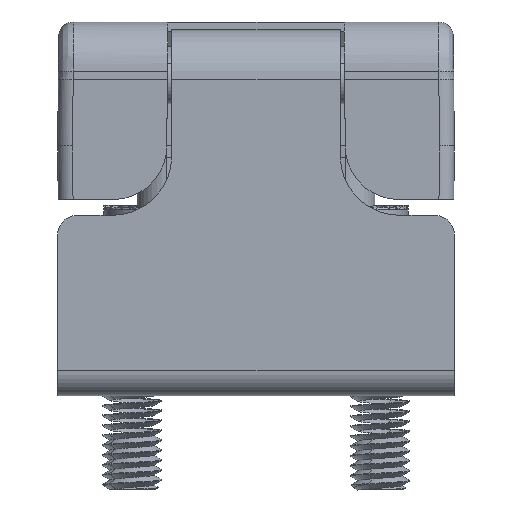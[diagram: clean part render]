
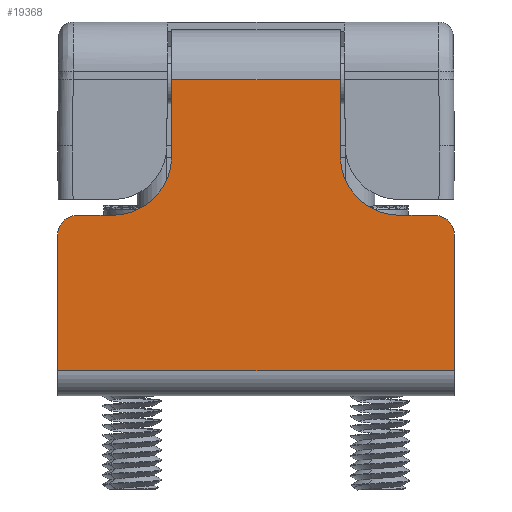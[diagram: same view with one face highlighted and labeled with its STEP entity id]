
A CAD part, left-side view. The second image highlights one B-rep face of the part: STEP entity #19368.
In plain terms, the highlighted planar face has unit normal (-1, 0, 0).
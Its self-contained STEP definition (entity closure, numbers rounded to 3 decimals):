
#142 = EDGE_CURVE ( 'NONE', #19522, #21336, #32711, .T. ) ;
#155 = LINE ( 'NONE', #37710, #7884 ) ;
#979 = VECTOR ( 'NONE', #1885, 1000. ) ;
#1475 = EDGE_CURVE ( 'NONE', #23682, #32055, #37322, .T. ) ;
#1499 = VERTEX_POINT ( 'NONE', #36952 ) ;
#1885 = DIRECTION ( 'NONE',  ( 0., 0., 1. ) ) ;
#2060 = CARTESIAN_POINT ( 'NONE',  ( 19.75, -20., -7. ) ) ;
#2362 = CARTESIAN_POINT ( 'NONE',  ( 19.75, 14.5, -7. ) ) ;
#2982 = DIRECTION ( 'NONE',  ( 1., 0., 0. ) ) ;
#3038 = ORIENTED_EDGE ( 'NONE', *, *, #1475, .F. ) ;
#3509 = EDGE_CURVE ( 'NONE', #1499, #36362, #29457, .T. ) ;
#3619 = VECTOR ( 'NONE', #18025, 1000. ) ;
#5106 = VERTEX_POINT ( 'NONE', #2362 ) ;
#5981 = CARTESIAN_POINT ( 'NONE',  ( 19.75, -8.5, -1. ) ) ;
#6216 = DIRECTION ( 'NONE',  ( 0., 0., -1. ) ) ;
#6799 = DIRECTION ( 'NONE',  ( 0., 1., 0. ) ) ;
#7035 = ORIENTED_EDGE ( 'NONE', *, *, #14968, .T. ) ;
#7226 = LINE ( 'NONE', #27433, #7711 ) ;
#7640 = DIRECTION ( 'NONE',  ( 1., 0., 0. ) ) ;
#7711 = VECTOR ( 'NONE', #24752, 1000. ) ;
#7802 = EDGE_CURVE ( 'NONE', #22687, #19522, #29843, .T. ) ;
#7884 = VECTOR ( 'NONE', #11785, 1000. ) ;
#8298 = ORIENTED_EDGE ( 'NONE', *, *, #3509, .T. ) ;
#8681 = ORIENTED_EDGE ( 'NONE', *, *, #8846, .T. ) ;
#8846 = EDGE_CURVE ( 'NONE', #22687, #32055, #30210, .T. ) ;
#8963 = EDGE_CURVE ( 'NONE', #32941, #1499, #16557, .T. ) ;
#9470 = ORIENTED_EDGE ( 'NONE', *, *, #16865, .T. ) ;
#10332 = CARTESIAN_POINT ( 'NONE',  ( 19.75, 14.5, -1. ) ) ;
#10924 = ORIENTED_EDGE ( 'NONE', *, *, #13358, .F. ) ;
#10980 = CARTESIAN_POINT ( 'NONE',  ( 19.75, -18., -7. ) ) ;
#11785 = DIRECTION ( 'NONE',  ( 0., 0., 1. ) ) ;
#11930 = CARTESIAN_POINT ( 'NONE',  ( 19.75, -14.5, -1. ) ) ;
#12479 = DIRECTION ( 'NONE',  ( 1., 0., 0. ) ) ;
#13038 = VECTOR ( 'NONE', #6799, 1000. ) ;
#13358 = EDGE_CURVE ( 'NONE', #17307, #5106, #7226, .T. ) ;
#13895 = ORIENTED_EDGE ( 'NONE', *, *, #24681, .F. ) ;
#14224 = DIRECTION ( 'NONE',  ( 0., 1., 0. ) ) ;
#14968 = EDGE_CURVE ( 'NONE', #26058, #21336, #30224, .T. ) ;
#14980 = ORIENTED_EDGE ( 'NONE', *, *, #142, .F. ) ;
#15340 = CARTESIAN_POINT ( 'NONE',  ( 19.75, -20., 6.7 ) ) ;
#16557 = LINE ( 'NONE', #16734, #979 ) ;
#16734 = CARTESIAN_POINT ( 'NONE',  ( 19.75, -8.5, -25.2 ) ) ;
#16865 = EDGE_CURVE ( 'NONE', #17307, #26058, #29688, .T. ) ;
#17101 = EDGE_CURVE ( 'NONE', #23682, #32941, #18742, .T. ) ;
#17307 = VERTEX_POINT ( 'NONE', #24118 ) ;
#17507 = AXIS2_PLACEMENT_3D ( 'NONE', #11930, #2982, #14224 ) ;
#17535 = AXIS2_PLACEMENT_3D ( 'NONE', #21259, #12479, #27161 ) ;
#17760 = CARTESIAN_POINT ( 'NONE',  ( 19.75, -20., -9. ) ) ;
#18025 = DIRECTION ( 'NONE',  ( 0., 0., -1. ) ) ;
#18742 = CIRCLE ( 'NONE', #17507, 6. ) ;
#18771 = CARTESIAN_POINT ( 'NONE',  ( 19.75, -18., -9. ) ) ;
#19103 = CIRCLE ( 'NONE', #35530, 6. ) ;
#19368 = ADVANCED_FACE ( 'NONE', ( #29636 ), #35356, .F. ) ;
#19522 = VERTEX_POINT ( 'NONE', #23543 ) ;
#21077 = DIRECTION ( 'NONE',  ( 0., 1., 0. ) ) ;
#21127 = VECTOR ( 'NONE', #21077, 1000. ) ;
#21259 = CARTESIAN_POINT ( 'NONE',  ( 19.75, -20., -25.2 ) ) ;
#21336 = VERTEX_POINT ( 'NONE', #26191 ) ;
#21687 = ORIENTED_EDGE ( 'NONE', *, *, #7802, .F. ) ;
#21703 = AXIS2_PLACEMENT_3D ( 'NONE', #18771, #30404, #27538 ) ;
#22252 = CARTESIAN_POINT ( 'NONE',  ( 19.75, 18., -9. ) ) ;
#22313 = EDGE_LOOP ( 'NONE', ( #10924, #9470, #7035, #14980, #21687, #8681, #3038, #27052, #22785, #8298, #13895, #24353 ) ) ;
#22624 = DIRECTION ( 'NONE',  ( -1., 0., 0. ) ) ;
#22687 = VERTEX_POINT ( 'NONE', #17760 ) ;
#22785 = ORIENTED_EDGE ( 'NONE', *, *, #8963, .T. ) ;
#22963 = CARTESIAN_POINT ( 'NONE',  ( 19.75, -14.5, -7. ) ) ;
#23543 = CARTESIAN_POINT ( 'NONE',  ( 19.75, -20., -22.69 ) ) ;
#23682 = VERTEX_POINT ( 'NONE', #22963 ) ;
#24118 = CARTESIAN_POINT ( 'NONE',  ( 19.75, 18., -7. ) ) ;
#24199 = AXIS2_PLACEMENT_3D ( 'NONE', #22252, #22624, #28520 ) ;
#24353 = ORIENTED_EDGE ( 'NONE', *, *, #29331, .T. ) ;
#24681 = EDGE_CURVE ( 'NONE', #34688, #36362, #155, .T. ) ;
#24752 = DIRECTION ( 'NONE',  ( 0., -1., 0. ) ) ;
#24948 = DIRECTION ( 'NONE',  ( 0., -1., 0. ) ) ;
#25166 = DIRECTION ( 'NONE',  ( 0., 1., 0. ) ) ;
#26058 = VERTEX_POINT ( 'NONE', #27917 ) ;
#26191 = CARTESIAN_POINT ( 'NONE',  ( 19.75, 20., -22.69 ) ) ;
#26601 = CARTESIAN_POINT ( 'NONE',  ( 19.75, 20., -25.2 ) ) ;
#27052 = ORIENTED_EDGE ( 'NONE', *, *, #17101, .T. ) ;
#27161 = DIRECTION ( 'NONE',  ( 0., 1., 0. ) ) ;
#27433 = CARTESIAN_POINT ( 'NONE',  ( 19.75, 20., -7. ) ) ;
#27538 = DIRECTION ( 'NONE',  ( 0., 1., 0. ) ) ;
#27917 = CARTESIAN_POINT ( 'NONE',  ( 19.75, 20., -9. ) ) ;
#28520 = DIRECTION ( 'NONE',  ( 0., 1., 0. ) ) ;
#29331 = EDGE_CURVE ( 'NONE', #34688, #5106, #19103, .T. ) ;
#29457 = LINE ( 'NONE', #15340, #21127 ) ;
#29636 = FACE_OUTER_BOUND ( 'NONE', #22313, .T. ) ;
#29674 = CARTESIAN_POINT ( 'NONE',  ( 19.75, -20., -22.69 ) ) ;
#29688 = CIRCLE ( 'NONE', #24199, 2. ) ;
#29843 = LINE ( 'NONE', #32503, #3619 ) ;
#30208 = CARTESIAN_POINT ( 'NONE',  ( 19.75, 8.5, 6.7 ) ) ;
#30210 = CIRCLE ( 'NONE', #21703, 2. ) ;
#30224 = LINE ( 'NONE', #26601, #32141 ) ;
#30404 = DIRECTION ( 'NONE',  ( -1., 0., 0. ) ) ;
#30624 = VECTOR ( 'NONE', #24948, 1000. ) ;
#32055 = VERTEX_POINT ( 'NONE', #10980 ) ;
#32141 = VECTOR ( 'NONE', #6216, 1000. ) ;
#32503 = CARTESIAN_POINT ( 'NONE',  ( 19.75, -20., -25.2 ) ) ;
#32711 = LINE ( 'NONE', #29674, #13038 ) ;
#32941 = VERTEX_POINT ( 'NONE', #5981 ) ;
#34688 = VERTEX_POINT ( 'NONE', #35280 ) ;
#35280 = CARTESIAN_POINT ( 'NONE',  ( 19.75, 8.5, -1. ) ) ;
#35356 = PLANE ( 'NONE',  #17535 ) ;
#35530 = AXIS2_PLACEMENT_3D ( 'NONE', #10332, #7640, #25166 ) ;
#36362 = VERTEX_POINT ( 'NONE', #30208 ) ;
#36952 = CARTESIAN_POINT ( 'NONE',  ( 19.75, -8.5, 6.7 ) ) ;
#37322 = LINE ( 'NONE', #2060, #30624 ) ;
#37710 = CARTESIAN_POINT ( 'NONE',  ( 19.75, 8.5, 15. ) ) ;
